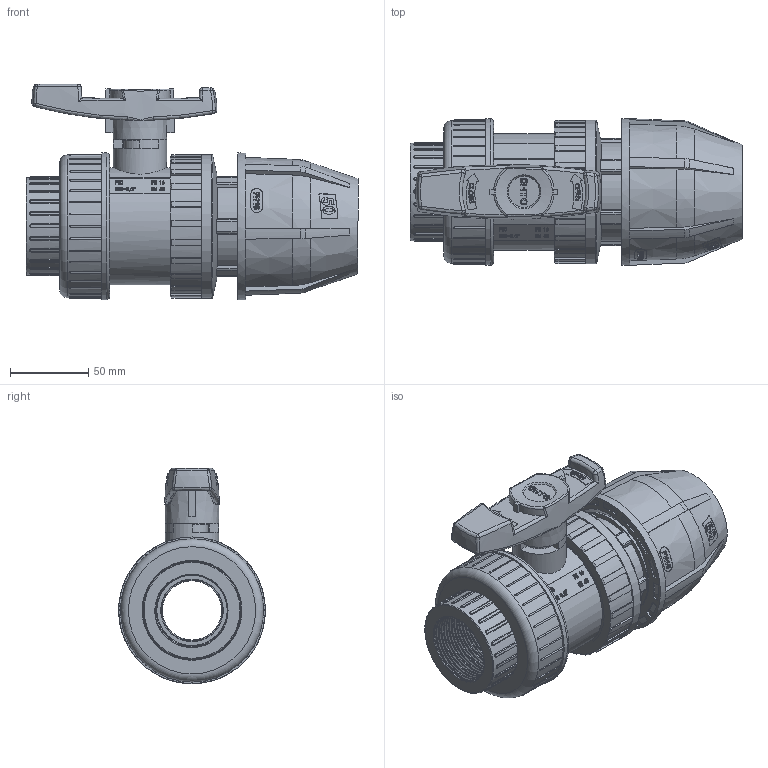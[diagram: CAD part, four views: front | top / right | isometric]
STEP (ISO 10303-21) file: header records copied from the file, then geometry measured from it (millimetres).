
FILE_DESCRIPTION(/* description */ (''),/* implementation_level */ '2;1');
FILE_NAME(/* name */ 'AK0917.050.050.step',/* time_stamp */ '2026-04-02T16:01:47+02:00',/* author */ (''),/* organization */ (''),/* preprocessor_version */ 'ST-DEVELOPER v20.1',/* originating_system */ 'Autodesk Translation Framework v14.24.0.0',/* authorisation */ '');
FILE_SCHEMA (('AUTOMOTIVE_DESIGN { 1 0 10303 214 3 1 1 }'));
Products named in the file (5): 2025-12-30-08-12-25-650; 2026-04-01-16-15-51-982; 2026-04-01-16-15-52-014; 2026-04-02-15-50-27-281; 2026-03-02-08-04-33-391
Assembly tree (4 placements, depth 3):
  2025-12-30-08-12-25-650
    2026-04-01-16-15-51-982
      2026-04-01-16-15-52-014
    2026-04-02-15-50-27-281
    2026-03-02-08-04-33-391
Bounding box: 212.7 x 94.01 x 138 mm (x, y, z)
Volume: 728418.1 mm3; surface area: 289332 mm2
Topology: 21 solids, 21 shells, 1999 faces, 5458 edges, 3575 vertices
Faces by surface type: plane 791, bspline 578, cylinder 431, cone 87, torus 63, sphere 49
Full cylindrical faces by diameter (mm): 2.295 x1, 3.06 x1, 17 x4, 21 x3, 22 x1, 23 x2, 25 x1, 34.136 x1, 38 x1, 39 x2, 40 x3, 40.1 x1, 41.5 x1, 45.2 x3, 46 x1, 47 x3, 47.803 x12, 49.432 x1, 50.6 x3, 51 x1, 55 x1, 55.5 x1, 56.14 x3, 59.4 x3, 61 x1, 61.202 x2, 61.5 x1, 62.5 x1, 63.5 x1, 64 x1
Entity records: 101393 total; most frequent: CARTESIAN_POINT 53999, ORIENTED_EDGE 10832, DIRECTION 8383, EDGE_CURVE 5416, VERTEX_POINT 3575, AXIS2_PLACEMENT_3D 2960, LINE 2463, VECTOR 2463
